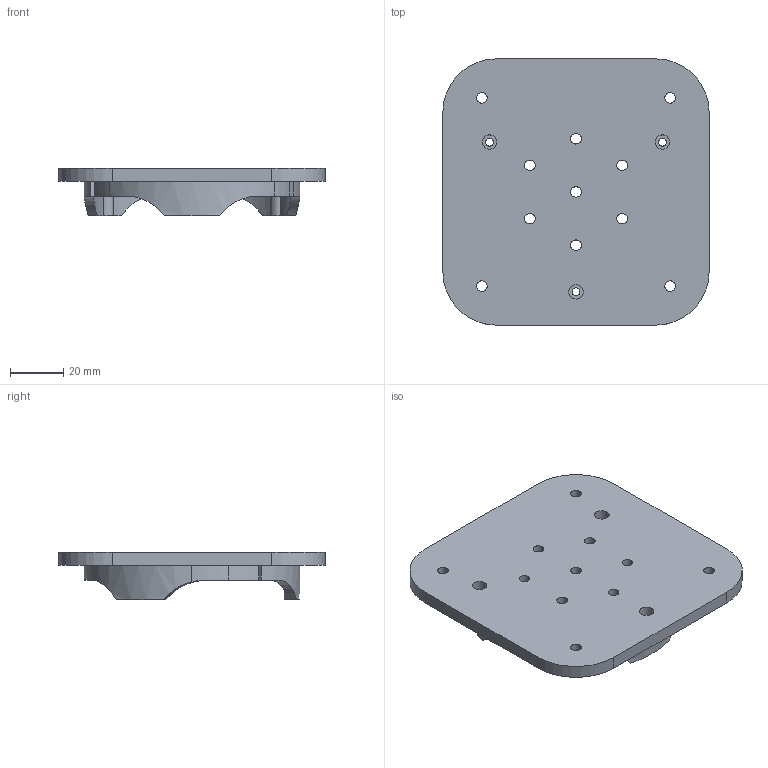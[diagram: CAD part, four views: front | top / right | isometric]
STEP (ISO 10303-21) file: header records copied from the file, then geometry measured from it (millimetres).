
FILE_DESCRIPTION (( 'STEP AP203' ), '1' );
FILE_NAME ('axis1_ºó¸Ç2 (step203).STEP', '2023-10-29T03:37:33', ( '' ), ( '' ), 'SwSTEP 2.0', 'SolidWorks 2023', '' );
FILE_SCHEMA (( 'CONFIG_CONTROL_DESIGN' ));
Length unit declared in the file: millimetre
Products named in the file (1): axis1_后盖2 (step203)
Bounding box: 100 x 100 x 18 mm (x, y, z)
Volume: 54228.8 mm3; surface area: 26289.3 mm2
Topology: 1 solids, 1 shells, 78 faces, 216 edges, 144 vertices
Faces by surface type: cylinder 58, plane 20
Entity records: 2845 total; most frequent: CARTESIAN_POINT 628, DIRECTION 472, ORIENTED_EDGE 432, EDGE_CURVE 216, AXIS2_PLACEMENT_3D 192, VERTEX_POINT 144, CIRCLE 113, EDGE_LOOP 110
